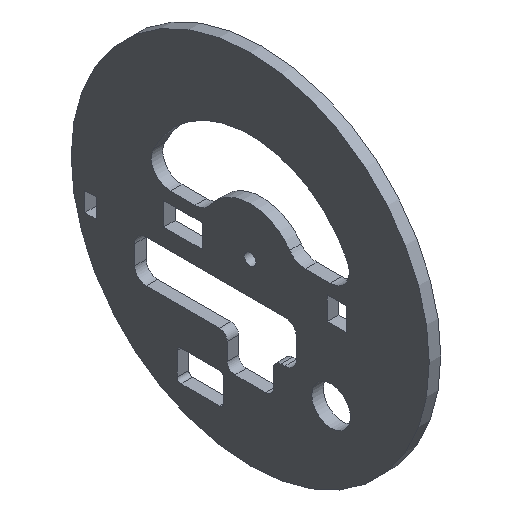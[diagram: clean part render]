
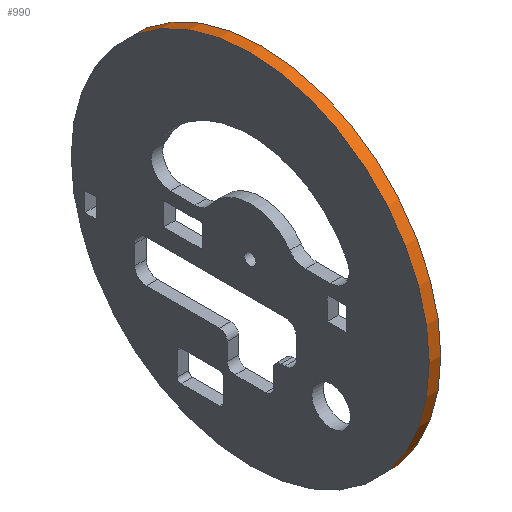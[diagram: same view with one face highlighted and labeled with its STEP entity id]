
A CAD part, isometric view. The second image highlights one B-rep face of the part: STEP entity #990.
In plain terms, the highlighted cylindrical face has radius 46.5 mm (diameter 93 mm), a full revolution.
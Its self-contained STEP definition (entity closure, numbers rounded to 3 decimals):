
#253=FACE_BOUND('',#370,.T.);
#302=FACE_OUTER_BOUND('',#369,.T.);
#369=EDGE_LOOP('',(#919));
#370=EDGE_LOOP('',(#920));
#383=CIRCLE('',#1016,46.5);
#401=CIRCLE('',#1040,46.5);
#435=VERTEX_POINT('',#1428);
#477=VERTEX_POINT('',#1524);
#537=EDGE_CURVE('',#435,#435,#383,.T.);
#585=EDGE_CURVE('',#477,#477,#401,.T.);
#919=ORIENTED_EDGE('',*,*,#537,.F.);
#920=ORIENTED_EDGE('',*,*,#585,.F.);
#941=CYLINDRICAL_SURFACE('',#1083,46.5);
#990=ADVANCED_FACE('',(#302,#253),#941,.T.);
#1016=AXIS2_PLACEMENT_3D('',#1429,#1150,#1151);
#1040=AXIS2_PLACEMENT_3D('',#1525,#1228,#1229);
#1083=AXIS2_PLACEMENT_3D('',#1645,#1362,#1363);
#1150=DIRECTION('center_axis',(1.,0.,0.));
#1151=DIRECTION('ref_axis',(0.,-1.,0.));
#1228=DIRECTION('center_axis',(-1.,0.,0.));
#1229=DIRECTION('ref_axis',(0.,-1.,0.));
#1362=DIRECTION('center_axis',(1.,0.,0.));
#1363=DIRECTION('ref_axis',(0.,-1.,0.));
#1428=CARTESIAN_POINT('',(3.,46.5,0.));
#1429=CARTESIAN_POINT('Origin',(3.,0.,0.));
#1524=CARTESIAN_POINT('',(0.,46.5,0.));
#1525=CARTESIAN_POINT('Origin',(0.,0.,0.));
#1645=CARTESIAN_POINT('Origin',(0.,0.,0.));
